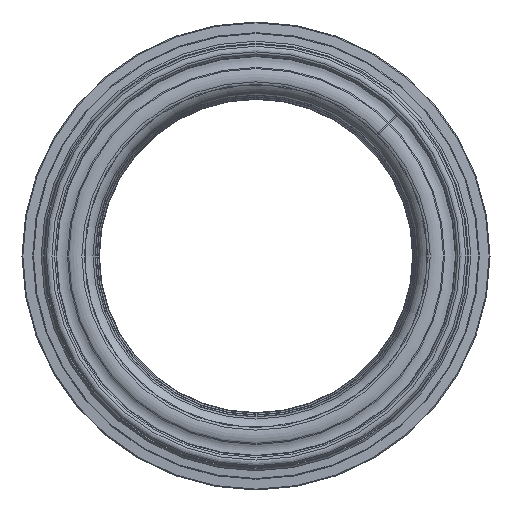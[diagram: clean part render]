
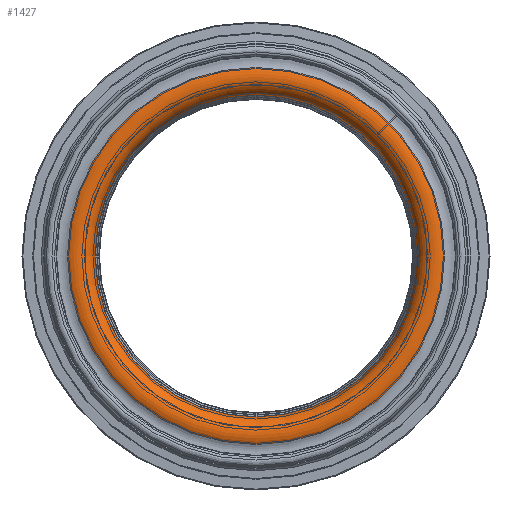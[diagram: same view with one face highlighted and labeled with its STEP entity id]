
A CAD part, front view. The second image highlights one B-rep face of the part: STEP entity #1427.
In plain terms, the highlighted toroidal (fillet/blend) face has major radius 41.901 mm and minor radius 4.277 mm.
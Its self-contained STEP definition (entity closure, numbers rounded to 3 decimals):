
#1393=CARTESIAN_POINT('',(44.08,46.32,0.0));
#1394=VERTEX_POINT('',#1393);
#1395=CARTESIAN_POINT('',(0.0,46.32,0.0));
#1396=DIRECTION('',(0.0,-1.0,0.0));
#1397=DIRECTION('',(1.0,0.0,0.0));
#1398=AXIS2_PLACEMENT_3D('',#1395,#1396,#1397);
#1399=CIRCLE('',#1398,44.08);
#1400=EDGE_CURVE('',#1394,#1394,#1399,.T.);
#1408=CARTESIAN_POINT('',(0.0,50.0,0.0));
#1409=DIRECTION('',(0.0,-1.0,0.0));
#1410=DIRECTION('',(0.0,0.0,-1.0));
#1411=AXIS2_PLACEMENT_3D('',#1408,#1409,#1410);
#1412=TOROIDAL_SURFACE('',#1411,41.902,4.277);
#1413=CARTESIAN_POINT('',(37.625,50.0,0.0));
#1414=VERTEX_POINT('',#1413);
#1415=CARTESIAN_POINT('',(0.0,50.0,0.0));
#1416=DIRECTION('',(0.0,-1.0,0.0));
#1417=DIRECTION('',(1.0,0.0,0.0));
#1418=AXIS2_PLACEMENT_3D('',#1415,#1416,#1417);
#1419=CIRCLE('',#1418,37.625);
#1420=EDGE_CURVE('',#1414,#1414,#1419,.T.);
#1421=ORIENTED_EDGE('',*,*,#1420,.F.);
#1422=EDGE_LOOP('',(#1421));
#1423=FACE_OUTER_BOUND('',#1422,.T.);
#1424=ORIENTED_EDGE('',*,*,#1400,.T.);
#1425=EDGE_LOOP('',(#1424));
#1426=FACE_BOUND('',#1425,.T.);
#1427=ADVANCED_FACE('',(#1423,#1426),#1412,.T.);
